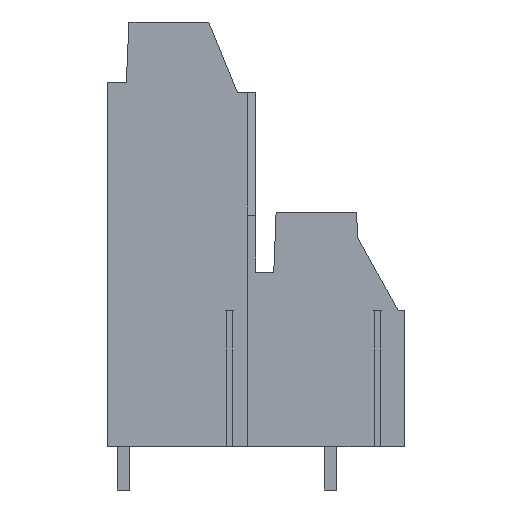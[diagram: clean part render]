
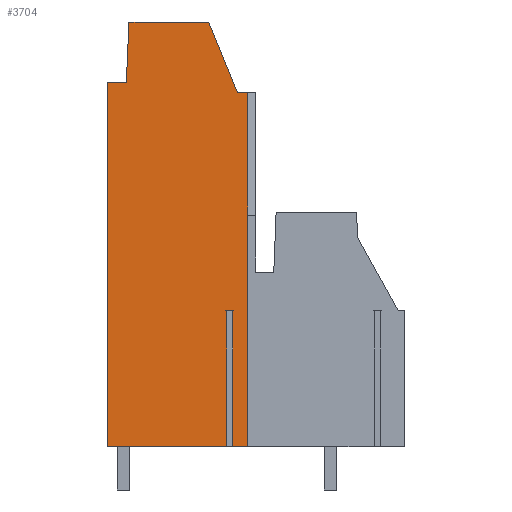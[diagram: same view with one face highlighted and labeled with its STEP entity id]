
A CAD part, left-side view. The second image highlights one B-rep face of the part: STEP entity #3704.
In plain terms, the highlighted planar face has unit normal (-1, 0, 0).
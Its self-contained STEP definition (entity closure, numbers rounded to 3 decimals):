
#3629=AXIS2_PLACEMENT_3D('Plane Axis2P3D',#3626,#3627,#3628) ;
#662=CARTESIAN_POINT('Vertex',(0.,21.94,3.2)) ;
#854=CARTESIAN_POINT('Vertex',(0.,11.574,3.2)) ;
#857=CARTESIAN_POINT('Line Origine',(0.,12.12,3.2)) ;
#861=CARTESIAN_POINT('Vertex',(0.,12.665,3.2)) ;
#910=CARTESIAN_POINT('Vertex',(0.,13.115,3.2)) ;
#913=CARTESIAN_POINT('Line Origine',(0.,17.528,3.2)) ;
#1290=CARTESIAN_POINT('Vertex',(0.,11.574,29.26)) ;
#1293=CARTESIAN_POINT('Line Origine',(0.,11.574,16.23)) ;
#3626=CARTESIAN_POINT('Axis2P3D Location',(0.,11.,17.2)) ;
#3631=CARTESIAN_POINT('Line Origine',(0.,21.94,16.625)) ;
#3635=CARTESIAN_POINT('Vertex',(0.,21.94,30.05)) ;
#3638=CARTESIAN_POINT('Line Origine',(0.,13.115,8.2)) ;
#3642=CARTESIAN_POINT('Vertex',(0.,13.115,13.2)) ;
#3645=CARTESIAN_POINT('Line Origine',(0.,12.89,13.2)) ;
#3649=CARTESIAN_POINT('Vertex',(0.,12.665,13.2)) ;
#3652=CARTESIAN_POINT('Line Origine',(0.,12.665,8.2)) ;
#3657=CARTESIAN_POINT('Line Origine',(0.,11.956,29.26)) ;
#3661=CARTESIAN_POINT('Vertex',(0.,12.337,29.26)) ;
#3664=CARTESIAN_POINT('Line Origine',(0.,13.393,31.865)) ;
#3668=CARTESIAN_POINT('Vertex',(0.,14.449,34.47)) ;
#3671=CARTESIAN_POINT('Line Origine',(0.,17.389,34.47)) ;
#3675=CARTESIAN_POINT('Vertex',(0.,20.328,34.47)) ;
#3678=CARTESIAN_POINT('Line Origine',(0.,20.424,32.26)) ;
#3682=CARTESIAN_POINT('Vertex',(0.,20.521,30.05)) ;
#3685=CARTESIAN_POINT('Line Origine',(0.,21.23,30.05)) ;
#858=DIRECTION('Vector Direction',(0.,1.,0.)) ;
#914=DIRECTION('Vector Direction',(0.,1.,0.)) ;
#1294=DIRECTION('Vector Direction',(0.,0.,1.)) ;
#3627=DIRECTION('Axis2P3D Direction',(1.,0.,0.)) ;
#3628=DIRECTION('Axis2P3D XDirection',(0.,1.,0.)) ;
#3632=DIRECTION('Vector Direction',(0.,0.,-1.)) ;
#3639=DIRECTION('Vector Direction',(0.,0.,1.)) ;
#3646=DIRECTION('Vector Direction',(0.,1.,0.)) ;
#3653=DIRECTION('Vector Direction',(0.,0.,1.)) ;
#3658=DIRECTION('Vector Direction',(0.,1.,0.)) ;
#3665=DIRECTION('Vector Direction',(0.,0.376,0.927)) ;
#3672=DIRECTION('Vector Direction',(0.,1.,0.)) ;
#3679=DIRECTION('Vector Direction',(0.,-0.044,0.999)) ;
#3686=DIRECTION('Vector Direction',(0.,1.,0.)) ;
#859=VECTOR('Line Direction',#858,1.) ;
#915=VECTOR('Line Direction',#914,1.) ;
#1295=VECTOR('Line Direction',#1294,1.) ;
#3633=VECTOR('Line Direction',#3632,1.) ;
#3640=VECTOR('Line Direction',#3639,1.) ;
#3647=VECTOR('Line Direction',#3646,1.) ;
#3654=VECTOR('Line Direction',#3653,1.) ;
#3659=VECTOR('Line Direction',#3658,1.) ;
#3666=VECTOR('Line Direction',#3665,1.) ;
#3673=VECTOR('Line Direction',#3672,1.) ;
#3680=VECTOR('Line Direction',#3679,1.) ;
#3687=VECTOR('Line Direction',#3686,1.) ;
#3691=ORIENTED_EDGE('',*,*,#3637,.T.) ;
#3692=ORIENTED_EDGE('',*,*,#917,.F.) ;
#3693=ORIENTED_EDGE('',*,*,#3644,.T.) ;
#3694=ORIENTED_EDGE('',*,*,#3651,.F.) ;
#3695=ORIENTED_EDGE('',*,*,#3656,.F.) ;
#3696=ORIENTED_EDGE('',*,*,#863,.F.) ;
#3697=ORIENTED_EDGE('',*,*,#1297,.T.) ;
#3698=ORIENTED_EDGE('',*,*,#3663,.T.) ;
#3699=ORIENTED_EDGE('',*,*,#3670,.T.) ;
#3700=ORIENTED_EDGE('',*,*,#3677,.T.) ;
#3701=ORIENTED_EDGE('',*,*,#3684,.F.) ;
#3702=ORIENTED_EDGE('',*,*,#3689,.T.) ;
#3704=ADVANCED_FACE('housing',(#3703),#3630,.F.) ;
#863=EDGE_CURVE('',#855,#862,#860,.T.) ;
#917=EDGE_CURVE('',#911,#663,#916,.T.) ;
#1297=EDGE_CURVE('',#855,#1291,#1296,.T.) ;
#3637=EDGE_CURVE('',#3636,#663,#3634,.T.) ;
#3644=EDGE_CURVE('',#911,#3643,#3641,.T.) ;
#3651=EDGE_CURVE('',#3650,#3643,#3648,.T.) ;
#3656=EDGE_CURVE('',#862,#3650,#3655,.T.) ;
#3663=EDGE_CURVE('',#1291,#3662,#3660,.T.) ;
#3670=EDGE_CURVE('',#3662,#3669,#3667,.T.) ;
#3677=EDGE_CURVE('',#3669,#3676,#3674,.T.) ;
#3684=EDGE_CURVE('',#3683,#3676,#3681,.T.) ;
#3689=EDGE_CURVE('',#3683,#3636,#3688,.T.) ;
#3690=EDGE_LOOP('',(#3691,#3692,#3693,#3694,#3695,#3696,#3697,#3698,#3699,#3700,#3701,#3702)) ;
#3703=FACE_OUTER_BOUND('',#3690,.T.) ;
#860=LINE('Line',#857,#859) ;
#916=LINE('Line',#913,#915) ;
#1296=LINE('Line',#1293,#1295) ;
#3634=LINE('Line',#3631,#3633) ;
#3641=LINE('Line',#3638,#3640) ;
#3648=LINE('Line',#3645,#3647) ;
#3655=LINE('Line',#3652,#3654) ;
#3660=LINE('Line',#3657,#3659) ;
#3667=LINE('Line',#3664,#3666) ;
#3674=LINE('Line',#3671,#3673) ;
#3681=LINE('Line',#3678,#3680) ;
#3688=LINE('Line',#3685,#3687) ;
#3630=PLANE('',#3629) ;
#663=VERTEX_POINT('',#662) ;
#855=VERTEX_POINT('',#854) ;
#862=VERTEX_POINT('',#861) ;
#911=VERTEX_POINT('',#910) ;
#1291=VERTEX_POINT('',#1290) ;
#3636=VERTEX_POINT('',#3635) ;
#3643=VERTEX_POINT('',#3642) ;
#3650=VERTEX_POINT('',#3649) ;
#3662=VERTEX_POINT('',#3661) ;
#3669=VERTEX_POINT('',#3668) ;
#3676=VERTEX_POINT('',#3675) ;
#3683=VERTEX_POINT('',#3682) ;
